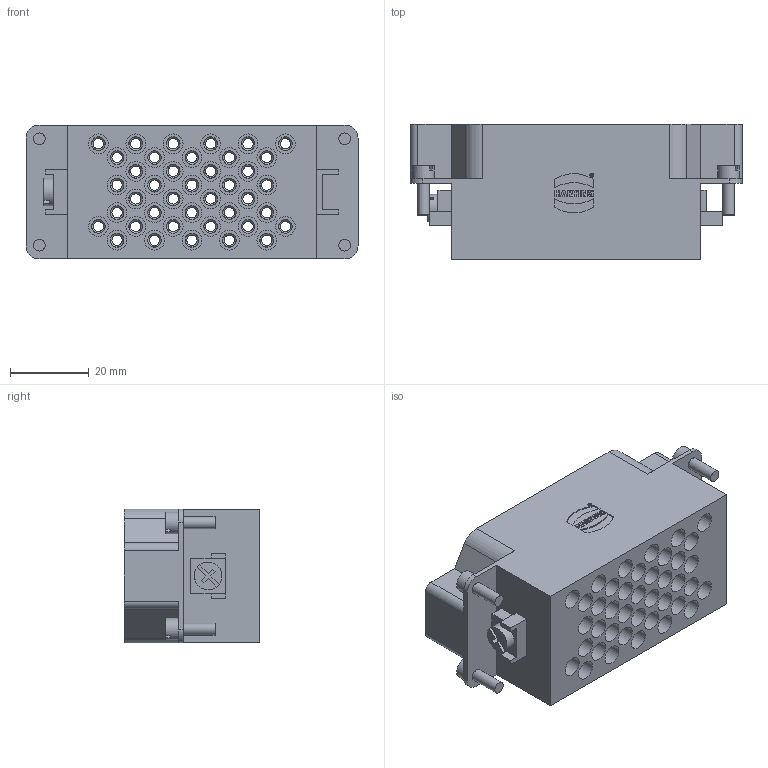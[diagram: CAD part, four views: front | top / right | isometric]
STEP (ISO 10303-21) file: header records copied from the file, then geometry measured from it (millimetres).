
FILE_DESCRIPTION(/* description */ (''),/* implementation_level */ '2;1');
FILE_NAME(/* name */ '100176386ugm000_c.stp',/* time_stamp */ '2019-03-07T09:53:10+01:00',/* author */ (''),/* organization */ (''),/* preprocessor_version */ 'ST-DEVELOPER v16.7',/* originating_system */ 'SIEMENS PLM Software NX 12.0',/* authorisation */ '');
FILE_SCHEMA (('AUTOMOTIVE_DESIGN { 1 0 10303 214 3 1 1 1 }'));
Length unit declared in the file: millimetre
Products named in the file (1): 100176386ugm000_c
Bounding box: 84.3 x 34.4 x 34 mm (x, y, z)
Volume: 41767.3 mm3; surface area: 32503.7 mm2
Topology: 1 solids, 1 shells, 891 faces, 2035 edges, 1342 vertices
Faces by surface type: plane 586, cylinder 261, cone 40, bspline 4
Full cylindrical faces by diameter (mm): 0.753 x1, 0.986 x1, 2.6 x40, 3 x4, 3.5 x40, 4 x1, 4.6 x40, 5 x80, 5.5 x4, 7 x1
Entity records: 25982 total; most frequent: DIRECTION 4133, CARTESIAN_POINT 4053, ORIENTED_EDGE 3566, EDGE_CURVE 1783, AXIS2_PLACEMENT_3D 1470, EDGE_LOOP 1419, VERTEX_POINT 1342, LINE 1193
